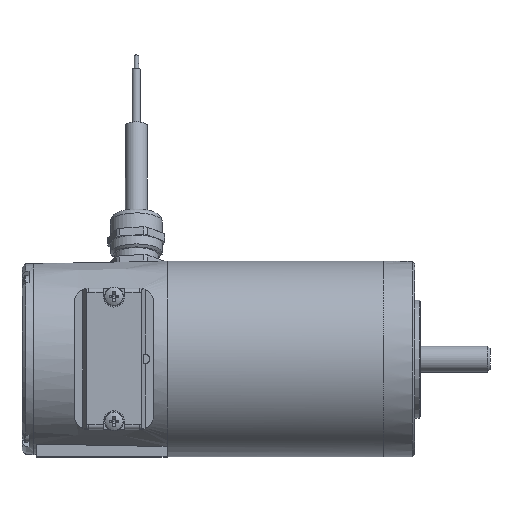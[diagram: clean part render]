
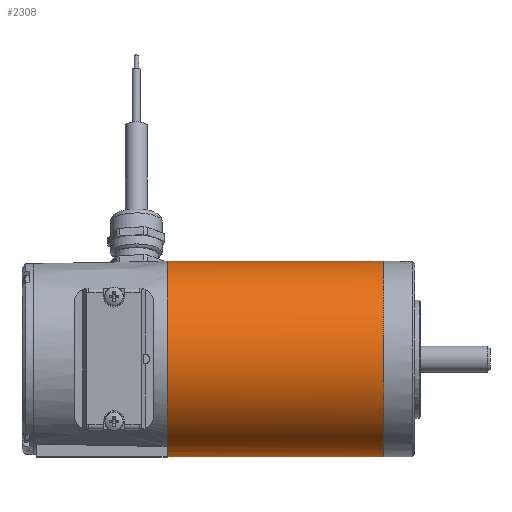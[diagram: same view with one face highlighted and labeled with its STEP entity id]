
A CAD part, top view. The second image highlights one B-rep face of the part: STEP entity #2308.
In plain terms, the highlighted cylindrical face has radius 41.5 mm (diameter 83 mm), a full revolution.
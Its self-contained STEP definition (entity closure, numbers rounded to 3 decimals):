
#715 = DIRECTION ( 'NONE',  ( 0., 0., -1. ) ) ;
#727 = DIRECTION ( 'NONE',  ( -1., 0., 0. ) ) ;
#740 = CARTESIAN_POINT ( 'NONE',  ( 27.542, 0., 0. ) ) ;
#753 = CYLINDRICAL_SURFACE ( 'NONE', #10046, 41.5 ) ;
#768 = FACE_OUTER_BOUND ( 'NONE', #6884, .T. ) ;
#780 = FACE_OUTER_BOUND ( 'NONE', #5814, .T. ) ;
#1714 = AXIS2_PLACEMENT_3D ( 'NONE', #10444, #10426, #10423 ) ;
#2308 = ADVANCED_FACE ( 'NONE', ( #780, #768 ), #753, .T. ) ;
#2333 = DIRECTION ( 'NONE',  ( 0., 1., 0. ) ) ;
#2334 = DIRECTION ( 'NONE',  ( -1., 0., 0. ) ) ;
#2355 = CARTESIAN_POINT ( 'NONE',  ( 27.542, 0., 0. ) ) ;
#3564 = VERTEX_POINT ( 'NONE', #9706 ) ;
#3891 = ORIENTED_EDGE ( 'NONE', *, *, #8142, .F. ) ;
#3946 = CIRCLE ( 'NONE', #10524, 41.5 ) ;
#4242 = DIRECTION ( 'NONE',  ( 0., 0., -1. ) ) ;
#4244 = DIRECTION ( 'NONE',  ( -1., 0., 0. ) ) ;
#4261 = CARTESIAN_POINT ( 'NONE',  ( -64.458, 0., 0. ) ) ;
#4614 = EDGE_CURVE ( 'NONE', #6583, #6583, #9495, .T. ) ;
#4621 = CIRCLE ( 'NONE', #1714, 41.5 ) ;
#4710 = CIRCLE ( 'NONE', #9825, 41.5 ) ;
#4740 = ORIENTED_EDGE ( 'NONE', *, *, #10890, .F. ) ;
#5239 = DIRECTION ( 'NONE',  ( -1., 0., 0. ) ) ;
#5512 = EDGE_CURVE ( 'NONE', #5725, #3564, #4710, .T. ) ;
#5725 = VERTEX_POINT ( 'NONE', #7009 ) ;
#5814 = EDGE_LOOP ( 'NONE', ( #7891 ) ) ;
#6553 = CARTESIAN_POINT ( 'NONE',  ( 27.542, 41.5, 0. ) ) ;
#6583 = VERTEX_POINT ( 'NONE', #6553 ) ;
#6884 = EDGE_LOOP ( 'NONE', ( #11322, #3891, #4740 ) ) ;
#7009 = CARTESIAN_POINT ( 'NONE',  ( -64.458, -37.148, -18.5 ) ) ;
#7068 = VERTEX_POINT ( 'NONE', #11195 ) ;
#7891 = ORIENTED_EDGE ( 'NONE', *, *, #4614, .T. ) ;
#8142 = EDGE_CURVE ( 'NONE', #7068, #5725, #3946, .T. ) ;
#9270 = DIRECTION ( 'NONE',  ( 0., 0., -1. ) ) ;
#9481 = CARTESIAN_POINT ( 'NONE',  ( -64.458, 0., 0. ) ) ;
#9495 = CIRCLE ( 'NONE', #10628, 41.5 ) ;
#9706 = CARTESIAN_POINT ( 'NONE',  ( -64.458, -41.5, 0. ) ) ;
#9825 = AXIS2_PLACEMENT_3D ( 'NONE', #9481, #5239, #9270 ) ;
#10046 = AXIS2_PLACEMENT_3D ( 'NONE', #740, #727, #715 ) ;
#10423 = DIRECTION ( 'NONE',  ( 0., 0., -1. ) ) ;
#10426 = DIRECTION ( 'NONE',  ( -1., 0., 0. ) ) ;
#10444 = CARTESIAN_POINT ( 'NONE',  ( -64.458, 0., 0. ) ) ;
#10524 = AXIS2_PLACEMENT_3D ( 'NONE', #4261, #4244, #4242 ) ;
#10628 = AXIS2_PLACEMENT_3D ( 'NONE', #2355, #2334, #2333 ) ;
#10890 = EDGE_CURVE ( 'NONE', #3564, #7068, #4621, .T. ) ;
#11195 = CARTESIAN_POINT ( 'NONE',  ( -64.458, -37.148, 18.5 ) ) ;
#11322 = ORIENTED_EDGE ( 'NONE', *, *, #5512, .F. ) ;
